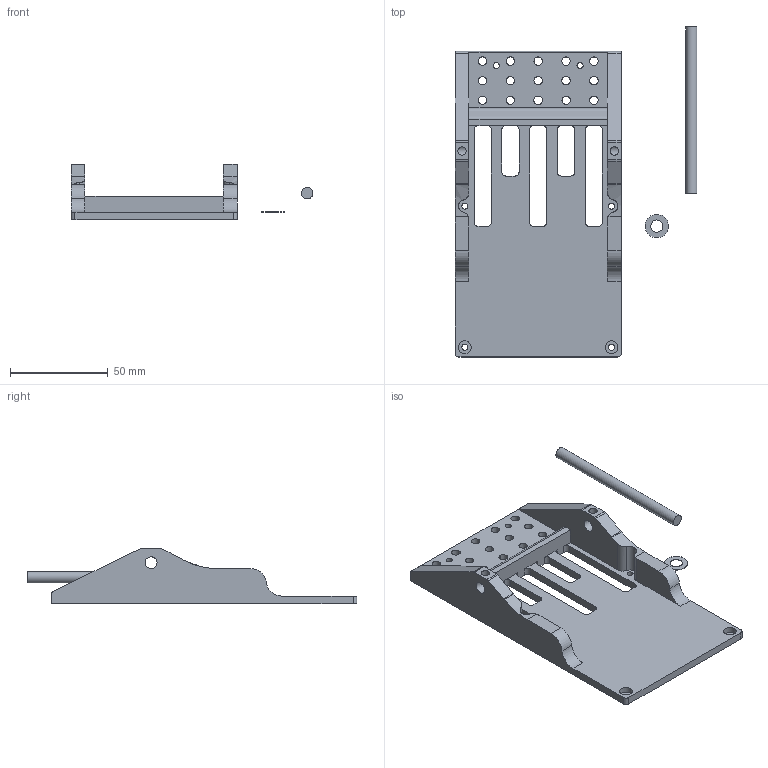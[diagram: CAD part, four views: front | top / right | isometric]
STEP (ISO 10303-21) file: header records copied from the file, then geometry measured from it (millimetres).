
FILE_DESCRIPTION(/* description */ ('STEP AP242 Edition 2'),/* implementation_level */ '2;1');
FILE_NAME(/* name */ 'piano.step',/* time_stamp */ '2026-03-16T01:09:07-07:00',/* author */ (''),/* organization */ (''),/* preprocessor_version */ 'ST-DEVELOPER v20.1',/* originating_system */ 'Autodesk Translation Framework v14.24.0.0',/* authorisation */ '');
FILE_SCHEMA (('AUTOMOTIVE_DESIGN { 1 0 10303 214 3 1 1 }'));
Length unit declared in the file: millimetre
Products named in the file (2): Part 1; Component5
Assembly tree (1 placements, depth 2):
  Part 1
    Component5
Bounding box: 123.68 x 168.76 x 28.5 mm (x, y, z)
Volume: 77357.9 mm3; surface area: 37789.2 mm2
Topology: 3 solids, 3 shells, 117 faces, 344 edges, 230 vertices
Faces by surface type: cylinder 74, plane 43
Full cylindrical faces by diameter (mm): 3.1 x6, 4.3 x16, 5.8 x1, 6.1 x2, 6.25 x1, 6.5 x2, 12 x1
Entity records: 4253 total; most frequent: CARTESIAN_POINT 832, DIRECTION 718, ORIENTED_EDGE 688, EDGE_CURVE 344, AXIS2_PLACEMENT_3D 264, VERTEX_POINT 230, LINE 190, VECTOR 190
